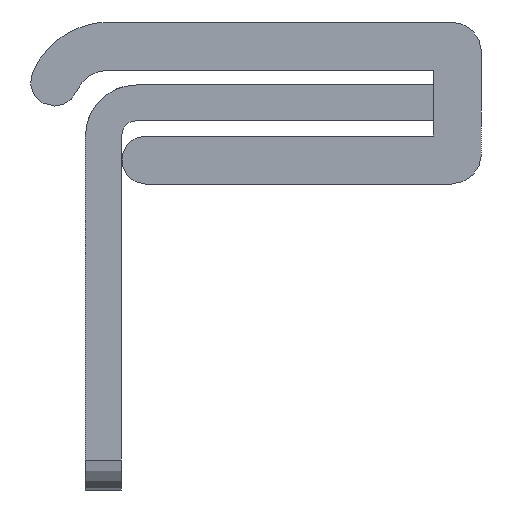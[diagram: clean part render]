
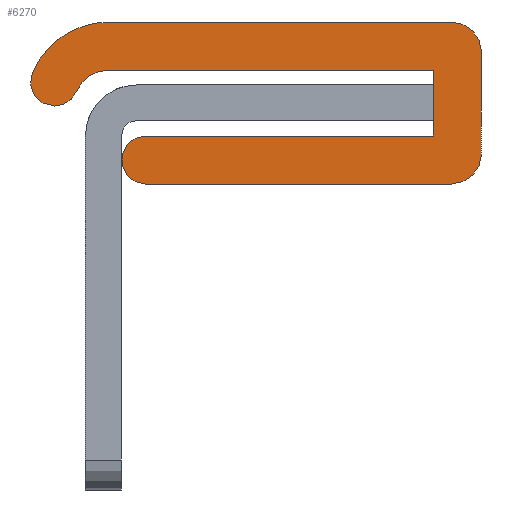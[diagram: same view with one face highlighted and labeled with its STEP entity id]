
A CAD part, left-side view. The second image highlights one B-rep face of the part: STEP entity #6270.
In plain terms, the highlighted planar face has unit normal (-1, 0, 0).
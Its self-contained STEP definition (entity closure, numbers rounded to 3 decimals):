
#22=CARTESIAN_POINT('',(-500.,4.883,-0.1));
#23=DIRECTION('',(-1.,0.,0.));
#24=DIRECTION('',(0.,0.,1.));
#25=AXIS2_PLACEMENT_3D('',#22,#23,#24);
#27=CARTESIAN_POINT('',(-500.,6.717,0.7));
#28=DIRECTION('',(1.,0.,0.));
#29=DIRECTION('',(0.,-0.917,-0.4));
#30=AXIS2_PLACEMENT_3D('',#27,#28,#29);
#32=CARTESIAN_POINT('',(-500.,6.717,0.7));
#33=DIRECTION('',(1.,0.,0.));
#34=DIRECTION('',(0.,0.,-1.));
#35=AXIS2_PLACEMENT_3D('',#32,#33,#34);
#37=CARTESIAN_POINT('',(-500.,4.883,-0.1));
#38=DIRECTION('',(1.,0.,0.));
#39=DIRECTION('',(0.,0.917,0.4));
#40=AXIS2_PLACEMENT_3D('',#37,#38,#39);
#42=CARTESIAN_POINT('',(-500.,-6.517,1.7));
#43=DIRECTION('',(1.,0.,0.));
#44=DIRECTION('',(0.,0.,1.));
#45=AXIS2_PLACEMENT_3D('',#42,#43,#44);
#47=CARTESIAN_POINT('',(-500.,-6.517,-1.7));
#48=DIRECTION('',(1.,0.,0.));
#49=DIRECTION('',(0.,-1.,0.));
#50=AXIS2_PLACEMENT_3D('',#47,#48,#49);
#52=CARTESIAN_POINT('',(-500.,3.683,-1.9));
#53=DIRECTION('',(1.,0.,0.));
#54=DIRECTION('',(0.,0.,-1.));
#55=AXIS2_PLACEMENT_3D('',#52,#53,#54);
#57=DIRECTION('',(0.,-1.,0.));
#58=VECTOR('',#57,10.8);
#59=CARTESIAN_POINT('',(-500.,4.883,1.1));
#60=LINE('',#59,#58);
#65=DIRECTION('',(0.,0.,-1.));
#66=VECTOR('',#65,2.2);
#67=CARTESIAN_POINT('',(-500.,-5.917,1.1));
#68=LINE('',#67,#66);
#89=DIRECTION('',(0.,1.,0.));
#90=VECTOR('',#89,9.6);
#91=CARTESIAN_POINT('',(-500.,-5.917,-1.1));
#92=LINE('',#91,#90);
#101=DIRECTION('',(0.,-1.,0.));
#102=VECTOR('',#101,10.2);
#103=CARTESIAN_POINT('',(-500.,3.683,-2.7));
#104=LINE('',#103,#102);
#113=DIRECTION('',(0.,0.,1.));
#114=VECTOR('',#113,3.4);
#115=CARTESIAN_POINT('',(-500.,-7.517,-1.7));
#116=LINE('',#115,#114);
#125=DIRECTION('',(0.,1.,0.));
#126=VECTOR('',#125,11.4);
#127=CARTESIAN_POINT('',(-500.,-6.517,2.7));
#128=LINE('',#127,#126);
#4875=CARTESIAN_POINT('',(-500.,4.883,1.1));
#4876=CARTESIAN_POINT('',(-500.,5.983,0.38));
#4877=VERTEX_POINT('',#4875);
#4878=VERTEX_POINT('',#4876);
#4879=CARTESIAN_POINT('',(-500.,6.717,-0.1));
#4880=VERTEX_POINT('',#4879);
#4881=CARTESIAN_POINT('',(-500.,7.45,1.02));
#4882=VERTEX_POINT('',#4881);
#4883=CARTESIAN_POINT('',(-500.,4.883,2.7));
#4884=VERTEX_POINT('',#4883);
#4885=CARTESIAN_POINT('',(-500.,-6.517,2.7));
#4886=VERTEX_POINT('',#4885);
#4887=CARTESIAN_POINT('',(-500.,-7.517,1.7));
#4888=VERTEX_POINT('',#4887);
#4889=CARTESIAN_POINT('',(-500.,-7.517,-1.7));
#4890=VERTEX_POINT('',#4889);
#4891=CARTESIAN_POINT('',(-500.,-6.517,-2.7));
#4892=VERTEX_POINT('',#4891);
#4893=CARTESIAN_POINT('',(-500.,3.683,-2.7));
#4894=VERTEX_POINT('',#4893);
#4895=CARTESIAN_POINT('',(-500.,3.683,-1.1));
#4896=VERTEX_POINT('',#4895);
#4897=CARTESIAN_POINT('',(-500.,-5.917,-1.1));
#4898=VERTEX_POINT('',#4897);
#4899=CARTESIAN_POINT('',(-500.,-5.917,1.1));
#4900=VERTEX_POINT('',#4899);
#6237=CARTESIAN_POINT('',(-500.,0.,0.));
#6238=DIRECTION('',(1.,0.,0.));
#6239=DIRECTION('',(0.,0.,-1.));
#6240=AXIS2_PLACEMENT_3D('',#6237,#6238,#6239);
#6241=PLANE('',#6240);
#6243=ORIENTED_EDGE('',*,*,#6242,.T.);
#6245=ORIENTED_EDGE('',*,*,#6244,.T.);
#6247=ORIENTED_EDGE('',*,*,#6246,.T.);
#6249=ORIENTED_EDGE('',*,*,#6248,.T.);
#6251=ORIENTED_EDGE('',*,*,#6250,.F.);
#6253=ORIENTED_EDGE('',*,*,#6252,.T.);
#6255=ORIENTED_EDGE('',*,*,#6254,.F.);
#6257=ORIENTED_EDGE('',*,*,#6256,.T.);
#6259=ORIENTED_EDGE('',*,*,#6258,.F.);
#6261=ORIENTED_EDGE('',*,*,#6260,.T.);
#6263=ORIENTED_EDGE('',*,*,#6262,.F.);
#6265=ORIENTED_EDGE('',*,*,#6264,.F.);
#6267=ORIENTED_EDGE('',*,*,#6266,.F.);
#6268=EDGE_LOOP('',(#6243,#6245,#6247,#6249,#6251,#6253,#6255,#6257,#6259,#6261,
#6263,#6265,#6267));
#6269=FACE_OUTER_BOUND('',#6268,.F.);
#26=CIRCLE('',#25,1.2);
#31=CIRCLE('',#30,0.8);
#36=CIRCLE('',#35,0.8);
#41=CIRCLE('',#40,2.8);
#46=CIRCLE('',#45,1.);
#51=CIRCLE('',#50,1.);
#56=CIRCLE('',#55,0.8);
#6242=EDGE_CURVE('',#4877,#4878,#26,.T.);
#6244=EDGE_CURVE('',#4878,#4880,#31,.T.);
#6246=EDGE_CURVE('',#4880,#4882,#36,.T.);
#6248=EDGE_CURVE('',#4882,#4884,#41,.T.);
#6250=EDGE_CURVE('',#4886,#4884,#128,.T.);
#6252=EDGE_CURVE('',#4886,#4888,#46,.T.);
#6254=EDGE_CURVE('',#4890,#4888,#116,.T.);
#6256=EDGE_CURVE('',#4890,#4892,#51,.T.);
#6258=EDGE_CURVE('',#4894,#4892,#104,.T.);
#6260=EDGE_CURVE('',#4894,#4896,#56,.T.);
#6262=EDGE_CURVE('',#4898,#4896,#92,.T.);
#6264=EDGE_CURVE('',#4900,#4898,#68,.T.);
#6266=EDGE_CURVE('',#4877,#4900,#60,.T.);
#6270=ADVANCED_FACE('',(#6269),#6241,.F.);
